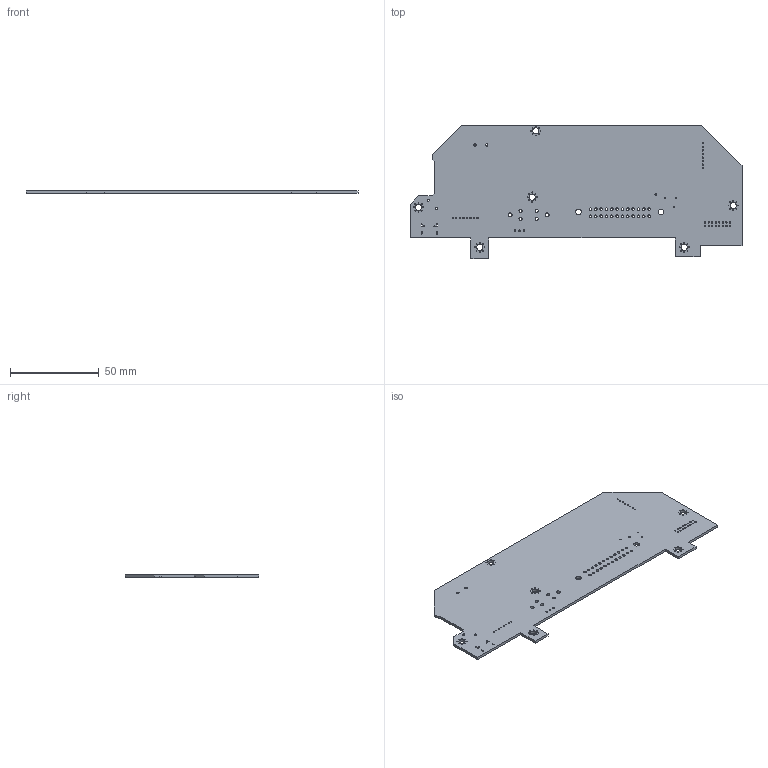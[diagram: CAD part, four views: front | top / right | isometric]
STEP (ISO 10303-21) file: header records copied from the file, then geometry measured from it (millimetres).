
FILE_DESCRIPTION(('KiCad electronic assembly'),'2;1');
FILE_NAME('VXDash_intermediate.step','2025-10-28T21:13:35',('Pcbnew'),( 'Kicad'),'Open CASCADE STEP processor 7.8','KiCad to STEP converter' ,'Unknown');
FILE_SCHEMA(('AUTOMOTIVE_DESIGN { 1 0 10303 214 1 1 1 1 }'));
Length unit declared in the file: millimetre
Products named in the file (2): VXDash_intermediate 1; VXDash_PCB
Assembly tree (1 placements, depth 2):
  VXDash_intermediate 1
    VXDash_PCB
Bounding box: 186.75 x 75.25 x 1.51 mm (x, y, z)
Volume: 16806 mm3; surface area: 23697.7 mm2
Topology: 1 solids, 1 shells, 169 faces, 501 edges, 334 vertices
Faces by surface type: cylinder 139, plane 30
Full cylindrical faces by diameter (mm): 0.5 x48, 0.6 x2, 0.65 x2, 0.75 x32, 0.85 x2, 1 x3, 1.3 x4, 1.4 x24, 1.76 x4, 2.16 x2, 3.2 x2, 3.5 x6
Entity records: 6390 total; most frequent: DIRECTION 1121, CARTESIAN_POINT 1006, ORIENTED_EDGE 1002, EDGE_CURVE 501, AXIS2_PLACEMENT_3D 449, FACE_BOUND 439, EDGE_LOOP 439, VERTEX_POINT 334
